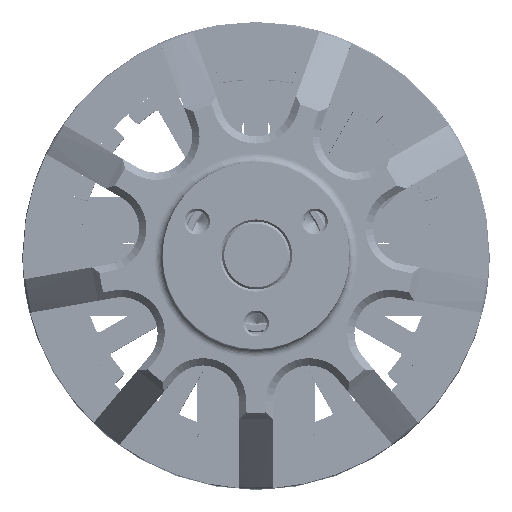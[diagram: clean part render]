
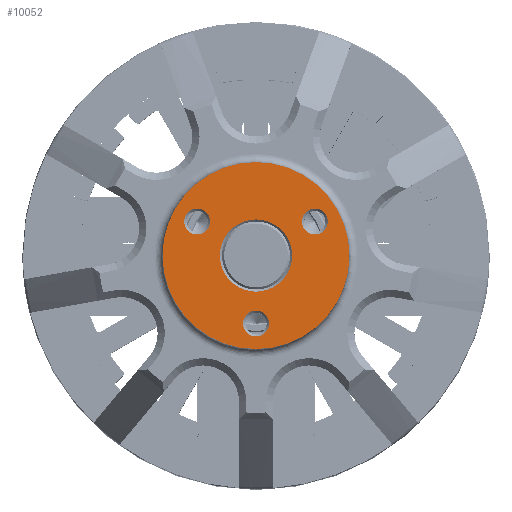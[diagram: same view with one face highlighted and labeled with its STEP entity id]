
A CAD part, top view. The second image highlights one B-rep face of the part: STEP entity #10052.
In plain terms, the highlighted planar face has unit normal (0, 0, 1).
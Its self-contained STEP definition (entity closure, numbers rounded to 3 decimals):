
#86 = ORIENTED_EDGE ( 'NONE', *, *, #633, .T. ) ;
#134 = FACE_BOUND ( 'NONE', #5059, .T. ) ;
#633 = EDGE_CURVE ( 'NONE', #5930, #33259, #15027, .T. ) ;
#972 = DIRECTION ( 'NONE',  ( 1., 0., 0. ) ) ;
#997 = ORIENTED_EDGE ( 'NONE', *, *, #28387, .F. ) ;
#1088 = VERTEX_POINT ( 'NONE', #5685 ) ;
#1207 = EDGE_CURVE ( 'NONE', #1618, #33683, #14144, .T. ) ;
#1618 = VERTEX_POINT ( 'NONE', #22584 ) ;
#2068 = DIRECTION ( 'NONE',  ( 1., 0., 0. ) ) ;
#3283 = DIRECTION ( 'NONE',  ( 0., 0., -1. ) ) ;
#3542 = ORIENTED_EDGE ( 'NONE', *, *, #19840, .F. ) ;
#3620 = DIRECTION ( 'NONE',  ( 0., 0., -1. ) ) ;
#4102 = CARTESIAN_POINT ( 'NONE',  ( 6.928, 4., 22.5 ) ) ;
#4172 = DIRECTION ( 'NONE',  ( 0., 0., 1. ) ) ;
#4214 = VERTEX_POINT ( 'NONE', #8113 ) ;
#4243 = CARTESIAN_POINT ( 'NONE',  ( 11., 0., 22.5 ) ) ;
#5059 = EDGE_LOOP ( 'NONE', ( #30608, #22596 ) ) ;
#5388 = AXIS2_PLACEMENT_3D ( 'NONE', #5436, #16048, #2068 ) ;
#5436 = CARTESIAN_POINT ( 'NONE',  ( -6.928, 4., 22.5 ) ) ;
#5447 = AXIS2_PLACEMENT_3D ( 'NONE', #32235, #16584, #16723 ) ;
#5685 = CARTESIAN_POINT ( 'NONE',  ( 5.403, 4., 22.5 ) ) ;
#5930 = VERTEX_POINT ( 'NONE', #4243 ) ;
#6099 = AXIS2_PLACEMENT_3D ( 'NONE', #14959, #12047, #22685 ) ;
#6645 = CARTESIAN_POINT ( 'NONE',  ( 0., 0., 22.5 ) ) ;
#6816 = CIRCLE ( 'NONE', #18229, 1.525 ) ;
#7921 = CIRCLE ( 'NONE', #5388, 1.525 ) ;
#8057 = CARTESIAN_POINT ( 'NONE',  ( -5.403, 4., 22.5 ) ) ;
#8113 = CARTESIAN_POINT ( 'NONE',  ( -4.25, 0., 22.5 ) ) ;
#8280 = VERTEX_POINT ( 'NONE', #27227 ) ;
#9071 = DIRECTION ( 'NONE',  ( 1., 0., 0. ) ) ;
#9581 = DIRECTION ( 'NONE',  ( 0., 0., 1. ) ) ;
#9759 = CIRCLE ( 'NONE', #13365, 4.25 ) ;
#9768 = EDGE_CURVE ( 'NONE', #33683, #1618, #31467, .T. ) ;
#10052 = ADVANCED_FACE ( 'NONE', ( #134, #28378, #15141, #15541, #17174 ), #14739, .T. ) ;
#11095 = EDGE_LOOP ( 'NONE', ( #26459, #997 ) ) ;
#11490 = CIRCLE ( 'NONE', #16223, 1.525 ) ;
#11689 = DIRECTION ( 'NONE',  ( 1., 0., 0. ) ) ;
#11707 = EDGE_LOOP ( 'NONE', ( #33473, #3542 ) ) ;
#11967 = AXIS2_PLACEMENT_3D ( 'NONE', #25496, #9581, #28028 ) ;
#12047 = DIRECTION ( 'NONE',  ( 0., 0., 1. ) ) ;
#12095 = ORIENTED_EDGE ( 'NONE', *, *, #25593, .T. ) ;
#12986 = ORIENTED_EDGE ( 'NONE', *, *, #23102, .T. ) ;
#13169 = VERTEX_POINT ( 'NONE', #20522 ) ;
#13365 = AXIS2_PLACEMENT_3D ( 'NONE', #22280, #3620, #9071 ) ;
#14144 = CIRCLE ( 'NONE', #19666, 1.525 ) ;
#14426 = CARTESIAN_POINT ( 'NONE',  ( 6.928, 4., 22.5 ) ) ;
#14723 = DIRECTION ( 'NONE',  ( 0., 0., 1. ) ) ;
#14739 = PLANE ( 'NONE',  #6099 ) ;
#14904 = CIRCLE ( 'NONE', #16427, 1.525 ) ;
#14959 = CARTESIAN_POINT ( 'NONE',  ( 0., 0., 22.5 ) ) ;
#15027 = CIRCLE ( 'NONE', #15229, 11. ) ;
#15141 = FACE_BOUND ( 'NONE', #11095, .T. ) ;
#15192 = CIRCLE ( 'NONE', #11967, 11. ) ;
#15229 = AXIS2_PLACEMENT_3D ( 'NONE', #6645, #16900, #972 ) ;
#15373 = DIRECTION ( 'NONE',  ( 0., 0., 1. ) ) ;
#15541 = FACE_BOUND ( 'NONE', #32051, .T. ) ;
#16048 = DIRECTION ( 'NONE',  ( 0., 0., 1. ) ) ;
#16223 = AXIS2_PLACEMENT_3D ( 'NONE', #4102, #14723, #11689 ) ;
#16427 = AXIS2_PLACEMENT_3D ( 'NONE', #20792, #15373, #34239 ) ;
#16584 = DIRECTION ( 'NONE',  ( 0., 0., 1. ) ) ;
#16723 = DIRECTION ( 'NONE',  ( 1., 0., 0. ) ) ;
#16900 = DIRECTION ( 'NONE',  ( 0., 0., 1. ) ) ;
#16991 = DIRECTION ( 'NONE',  ( 1., 0., 0. ) ) ;
#17093 = DIRECTION ( 'NONE',  ( 0., 0., 1. ) ) ;
#17174 = FACE_OUTER_BOUND ( 'NONE', #29369, .T. ) ;
#17300 = CARTESIAN_POINT ( 'NONE',  ( 0., -8., 22.5 ) ) ;
#17302 = EDGE_CURVE ( 'NONE', #33759, #13169, #14904, .T. ) ;
#18145 = EDGE_CURVE ( 'NONE', #19219, #1088, #11490, .T. ) ;
#18229 = AXIS2_PLACEMENT_3D ( 'NONE', #14426, #17093, #22384 ) ;
#19219 = VERTEX_POINT ( 'NONE', #23613 ) ;
#19311 = ORIENTED_EDGE ( 'NONE', *, *, #24323, .T. ) ;
#19365 = CIRCLE ( 'NONE', #21714, 4.25 ) ;
#19666 = AXIS2_PLACEMENT_3D ( 'NONE', #17300, #4172, #19961 ) ;
#19840 = EDGE_CURVE ( 'NONE', #1088, #19219, #6816, .T. ) ;
#19961 = DIRECTION ( 'NONE',  ( 1., 0., 0. ) ) ;
#20522 = CARTESIAN_POINT ( 'NONE',  ( -8.453, 4., 22.5 ) ) ;
#20792 = CARTESIAN_POINT ( 'NONE',  ( -6.928, 4., 22.5 ) ) ;
#21714 = AXIS2_PLACEMENT_3D ( 'NONE', #24493, #3283, #16991 ) ;
#22280 = CARTESIAN_POINT ( 'NONE',  ( 0., 0., 22.5 ) ) ;
#22384 = DIRECTION ( 'NONE',  ( 1., 0., 0. ) ) ;
#22584 = CARTESIAN_POINT ( 'NONE',  ( 1.525, -8., 22.5 ) ) ;
#22596 = ORIENTED_EDGE ( 'NONE', *, *, #9768, .F. ) ;
#22685 = DIRECTION ( 'NONE',  ( 1., 0., 0. ) ) ;
#23102 = EDGE_CURVE ( 'NONE', #8280, #4214, #19365, .T. ) ;
#23613 = CARTESIAN_POINT ( 'NONE',  ( 8.453, 4., 22.5 ) ) ;
#24323 = EDGE_CURVE ( 'NONE', #33259, #5930, #15192, .T. ) ;
#24493 = CARTESIAN_POINT ( 'NONE',  ( 0., 0., 22.5 ) ) ;
#25496 = CARTESIAN_POINT ( 'NONE',  ( 0., 0., 22.5 ) ) ;
#25593 = EDGE_CURVE ( 'NONE', #4214, #8280, #9759, .T. ) ;
#26459 = ORIENTED_EDGE ( 'NONE', *, *, #17302, .F. ) ;
#27227 = CARTESIAN_POINT ( 'NONE',  ( 4.25, 0., 22.5 ) ) ;
#28028 = DIRECTION ( 'NONE',  ( 1., 0., 0. ) ) ;
#28378 = FACE_BOUND ( 'NONE', #11707, .T. ) ;
#28387 = EDGE_CURVE ( 'NONE', #13169, #33759, #7921, .T. ) ;
#29369 = EDGE_LOOP ( 'NONE', ( #19311, #86 ) ) ;
#30608 = ORIENTED_EDGE ( 'NONE', *, *, #1207, .F. ) ;
#31467 = CIRCLE ( 'NONE', #5447, 1.525 ) ;
#31488 = CARTESIAN_POINT ( 'NONE',  ( -1.525, -8., 22.5 ) ) ;
#32051 = EDGE_LOOP ( 'NONE', ( #12986, #12095 ) ) ;
#32099 = CARTESIAN_POINT ( 'NONE',  ( -11., 0., 22.5 ) ) ;
#32235 = CARTESIAN_POINT ( 'NONE',  ( 0., -8., 22.5 ) ) ;
#33259 = VERTEX_POINT ( 'NONE', #32099 ) ;
#33473 = ORIENTED_EDGE ( 'NONE', *, *, #18145, .F. ) ;
#33683 = VERTEX_POINT ( 'NONE', #31488 ) ;
#33759 = VERTEX_POINT ( 'NONE', #8057 ) ;
#34239 = DIRECTION ( 'NONE',  ( 1., 0., 0. ) ) ;
